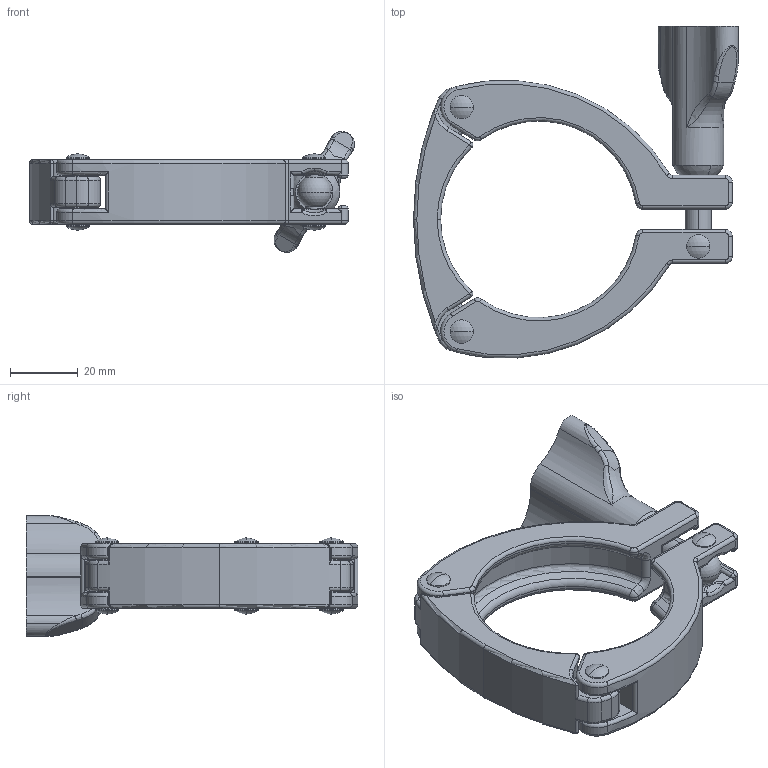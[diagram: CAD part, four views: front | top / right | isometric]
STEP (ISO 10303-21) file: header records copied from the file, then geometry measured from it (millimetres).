
FILE_DESCRIPTION (( 'STEP AP214' ), '1' );
FILE_NAME ('CLD.3S.0200 STEP.STEP', '2019-04-11T09:14:57', ( '' ), ( '' ), 'SwSTEP 2.0', 'SolidWorks 2019', '' );
FILE_SCHEMA (( 'AUTOMOTIVE_DESIGN' ));
Length unit declared in the file: millimetre
Products named in the file (1): CLD.3S.0200 STEP
Bounding box: 95.87 x 97.88 x 35.64 mm (x, y, z)
Volume: 50591.4 mm3; surface area: 23271 mm2
Topology: 5 solids, 5 shells, 471 faces, 1109 edges, 623 vertices
Faces by surface type: cylinder 177, torus 123, sphere 58, bspline 54, plane 52, cone 7
Entity records: 16726 total; most frequent: CARTESIAN_POINT 6231, DIRECTION 2334, ORIENTED_EDGE 2148, EDGE_CURVE 1074, AXIS2_PLACEMENT_3D 1031, VERTEX_POINT 622, CIRCLE 613, EDGE_LOOP 494
